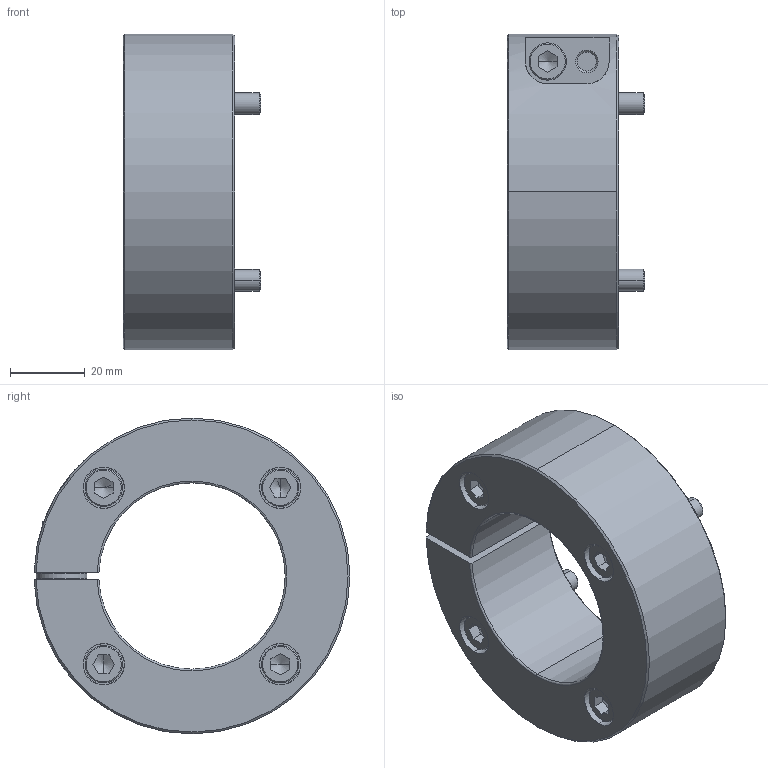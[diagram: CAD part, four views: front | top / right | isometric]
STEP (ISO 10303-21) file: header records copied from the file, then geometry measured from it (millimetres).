
FILE_DESCRIPTION (( 'STEP AP203' ), '1' );
FILE_NAME ('ZA1081--0821---乮冇50慻棫恾乯.STEP', '2023-06-06T02:23:21', ( '' ), ( '' ), 'SwSTEP 2.0', 'SolidWorks 2021', '' );
FILE_SCHEMA (( 'CONFIG_CONTROL_DESIGN' ));
Length unit declared in the file: millimetre
Products named in the file (1): ZA1081--0821---乮冇50慻棫恾乯
Bounding box: 37 x 84.79 x 84.8 mm (x, y, z)
Volume: 104613.6 mm3; surface area: 29144.3 mm2
Topology: 7 solids, 7 shells, 201 faces, 447 edges, 271 vertices
Faces by surface type: cone 77, plane 65, cylinder 56, torus 3
Entity records: 5856 total; most frequent: CARTESIAN_POINT 1218, DIRECTION 1021, ORIENTED_EDGE 874, EDGE_CURVE 437, AXIS2_PLACEMENT_3D 394, VERTEX_POINT 271, EDGE_LOOP 238, LINE 233
